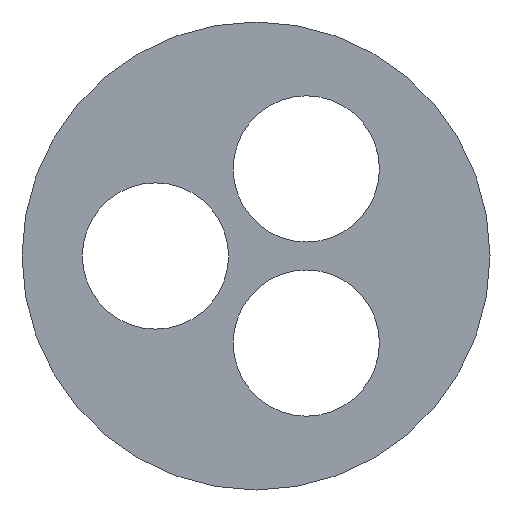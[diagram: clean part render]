
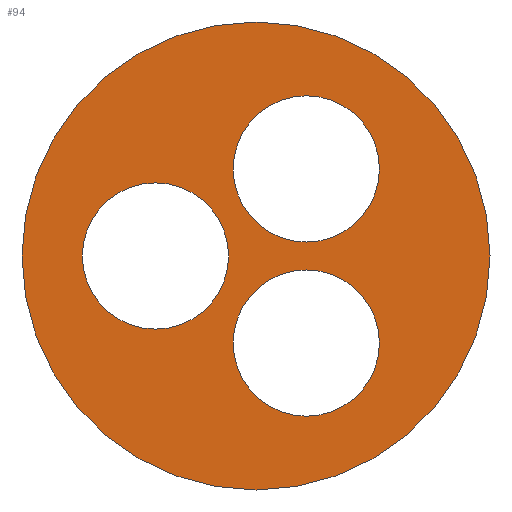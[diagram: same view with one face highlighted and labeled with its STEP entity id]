
A CAD part, left-side view. The second image highlights one B-rep face of the part: STEP entity #94.
In plain terms, the highlighted planar face has unit normal (-1, 0, 0).
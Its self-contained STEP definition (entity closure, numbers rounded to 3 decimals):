
#94 = ADVANCED_FACE( '', ( #200, #201, #202, #203 ), #204, .F. );
#200 = FACE_BOUND( '', #315, .T. );
#201 = FACE_BOUND( '', #316, .T. );
#202 = FACE_BOUND( '', #317, .T. );
#203 = FACE_OUTER_BOUND( '', #318, .T. );
#204 = PLANE( '', #319 );
#315 = EDGE_LOOP( '', ( #529 ) );
#316 = EDGE_LOOP( '', ( #530 ) );
#317 = EDGE_LOOP( '', ( #531 ) );
#318 = EDGE_LOOP( '', ( #532 ) );
#319 = AXIS2_PLACEMENT_3D( '', #533, #534, #535 );
#529 = ORIENTED_EDGE( '', *, *, #733, .T. );
#530 = ORIENTED_EDGE( '', *, *, #734, .T. );
#531 = ORIENTED_EDGE( '', *, *, #708, .T. );
#532 = ORIENTED_EDGE( '', *, *, #684, .F. );
#533 = CARTESIAN_POINT( '', ( 0., 0., 0. ) );
#534 = DIRECTION( '', ( 1., 0., 0. ) );
#535 = DIRECTION( '', ( 0., 0., -1. ) );
#684 = EDGE_CURVE( '', #823, #823, #824, .T. );
#708 = EDGE_CURVE( '', #861, #861, #862, .T. );
#733 = EDGE_CURVE( '', #895, #895, #896, .T. );
#734 = EDGE_CURVE( '', #897, #897, #898, .T. );
#823 = VERTEX_POINT( '', #1014 );
#824 = CIRCLE( '', #1015, 12.8 );
#861 = VERTEX_POINT( '', #1062 );
#862 = CIRCLE( '', #1063, 4. );
#895 = VERTEX_POINT( '', #1105 );
#896 = CIRCLE( '', #1106, 4. );
#897 = VERTEX_POINT( '', #1107 );
#898 = CIRCLE( '', #1108, 4. );
#1014 = CARTESIAN_POINT( '', ( 0., 0., -12.8 ) );
#1015 = AXIS2_PLACEMENT_3D( '', #1186, #1187, #1188 );
#1062 = CARTESIAN_POINT( '', ( 0., -2.75, -8.763 ) );
#1063 = AXIS2_PLACEMENT_3D( '', #1220, #1221, #1222 );
#1105 = CARTESIAN_POINT( '', ( 0., -2.75, 0.763 ) );
#1106 = AXIS2_PLACEMENT_3D( '', #1259, #1260, #1261 );
#1107 = CARTESIAN_POINT( '', ( 0., 5.5, -4. ) );
#1108 = AXIS2_PLACEMENT_3D( '', #1262, #1263, #1264 );
#1186 = CARTESIAN_POINT( '', ( 0., 0., 0. ) );
#1187 = DIRECTION( '', ( 1., 0., 0. ) );
#1188 = DIRECTION( '', ( 0., 0., -1. ) );
#1220 = CARTESIAN_POINT( '', ( 0., -2.75, -4.763 ) );
#1221 = DIRECTION( '', ( 1., 0., 0. ) );
#1222 = DIRECTION( '', ( 0., 0., -1. ) );
#1259 = CARTESIAN_POINT( '', ( 0., -2.75, 4.763 ) );
#1260 = DIRECTION( '', ( 1., 0., 0. ) );
#1261 = DIRECTION( '', ( 0., 0., -1. ) );
#1262 = CARTESIAN_POINT( '', ( 0., 5.5, 0. ) );
#1263 = DIRECTION( '', ( 1., 0., 0. ) );
#1264 = DIRECTION( '', ( 0., 0., -1. ) );
